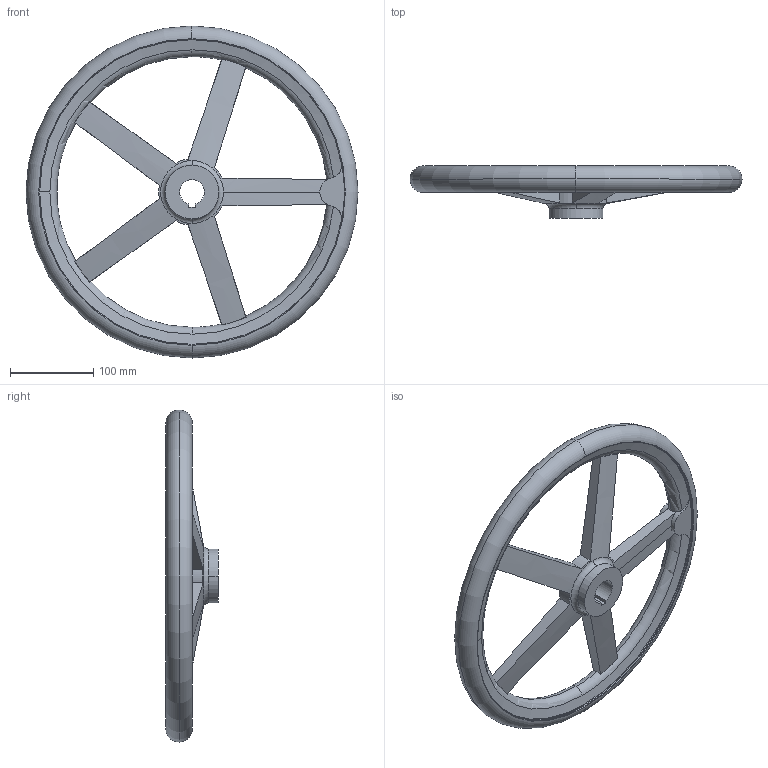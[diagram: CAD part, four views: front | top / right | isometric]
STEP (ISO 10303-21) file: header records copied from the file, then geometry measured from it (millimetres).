
FILE_DESCRIPTION( ( '' ), '1' );
FILE_NAME( 'K0160.1400X30.stp', '2012-10-24T13:44:18', ( '' ), ( '' ), ' ', ' ', ' ' );
FILE_SCHEMA( ( 'CONFIG_CONTROL_DESIGN' ) );
Length unit declared in the file: millimetre
Products named in the file (1): 1
Bounding box: 400 x 62.99 x 400 mm (x, y, z)
Volume: 1371430.8 mm3; surface area: 201245.5 mm2
Topology: 1 solids, 1 shells, 81 faces, 261 edges, 172 vertices
Faces by surface type: torus 32, cylinder 24, plane 17, cone 8
Entity records: 4816 total; most frequent: CARTESIAN_POINT 2501, ORIENTED_EDGE 522, DIRECTION 480, EDGE_CURVE 261, AXIS2_PLACEMENT_3D 217, VERTEX_POINT 172, CIRCLE 135, EDGE_LOOP 83
